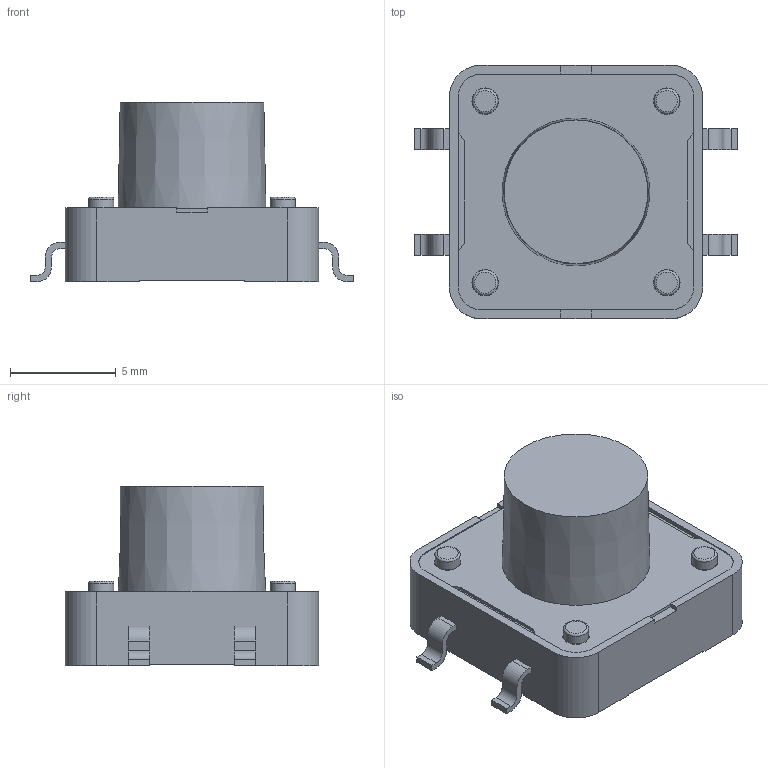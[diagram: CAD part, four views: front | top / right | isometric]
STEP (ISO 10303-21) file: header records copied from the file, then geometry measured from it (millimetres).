
FILE_DESCRIPTION( ( 'Unknown' ), '1' );
FILE_NAME( '430172085816.stp', 'Unknown', ( 'Unknown' ), ( 'Unknown' ), 'PSStep 17.0.49', 'Unknown', ' ' );
FILE_SCHEMA( ( 'AUTOMOTIVE_DESIGN { 1 0 10303 214 1 1 1 1 }' ) );
Length unit declared in the file: millimetre
Products named in the file (18): Assem1; Contactplates; Frame; Contact Plate; Cover; Stem; Terminal
Assembly tree (17 placements, depth 2):
  Assem1
    Contactplates
    Contactplates
    Contactplates
    Contactplates
    Contactplates
    Frame
    Frame
    Frame
    Frame
    Frame
    Contact Plate
    Cover
    Stem
    Terminal
    Terminal
    Terminal
    Terminal
Bounding box: 15.3 x 12 x 8.5 mm (x, y, z)
Volume: 621.9 mm3; surface area: 1092.4 mm2
Topology: 17 solids, 17 shells, 239 faces, 584 edges, 390 vertices
Faces by surface type: plane 177, cylinder 52, torus 5, cone 3, sphere 2
Full cylindrical faces by diameter (mm): 1.2 x4, 1.25 x4, 2 x2, 2.25 x1, 7 x1
Entity records: 9014 total; most frequent: CARTESIAN_POINT 1189, DIRECTION 1180, ORIENTED_EDGE 1102, EDGE_CURVE 551, LINE 436, VECTOR 436, VERTEX_POINT 381, AXIS2_PLACEMENT_3D 372
